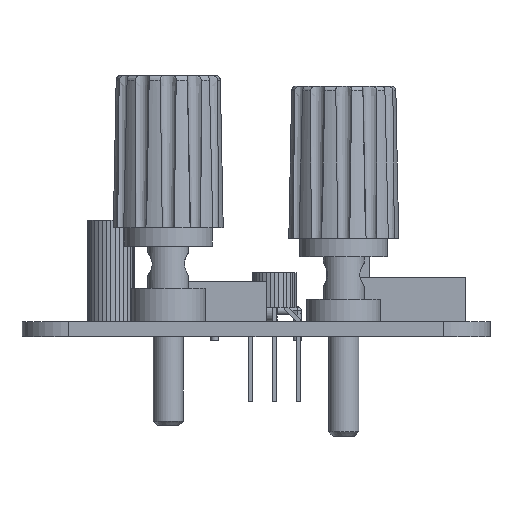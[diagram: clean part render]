
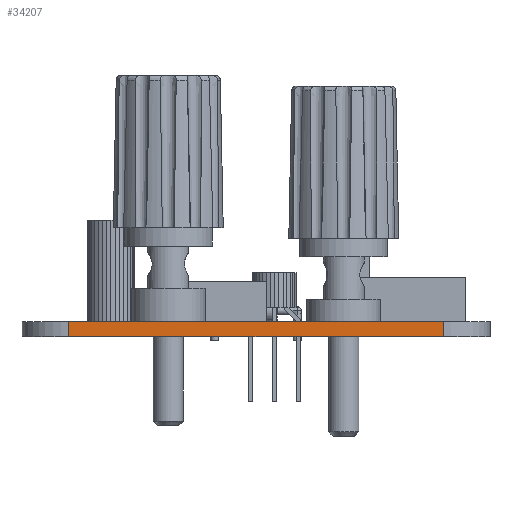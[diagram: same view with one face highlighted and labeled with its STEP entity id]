
A CAD part, left-side view. The second image highlights one B-rep face of the part: STEP entity #34207.
In plain terms, the highlighted planar face has unit normal (-1, 0, 0).
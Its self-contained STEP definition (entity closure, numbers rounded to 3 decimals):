
#433 = CARTESIAN_POINT ( 'NONE',  ( 0., 45.72, 1.646 ) ) ;
#1036 = EDGE_CURVE ( 'NONE', #8301, #8308, #29068, .T. ) ;
#1195 = CARTESIAN_POINT ( 'NONE',  ( 0., 45.72, 0. ) ) ;
#1898 = ORIENTED_EDGE ( 'NONE', *, *, #1036, .T. ) ;
#2484 = CARTESIAN_POINT ( 'NONE',  ( 0., 5.08, 0. ) ) ;
#3767 = DIRECTION ( 'NONE',  ( 0., 0., -1. ) ) ;
#4296 = VERTEX_POINT ( 'NONE', #4570 ) ;
#4570 = CARTESIAN_POINT ( 'NONE',  ( 0., 5.08, 0. ) ) ;
#4910 = VECTOR ( 'NONE', #3767, 1000. ) ;
#5346 = VECTOR ( 'NONE', #10210, 1000. ) ;
#6965 = CARTESIAN_POINT ( 'NONE',  ( 0., 45.72, 0. ) ) ;
#8301 = VERTEX_POINT ( 'NONE', #433 ) ;
#8308 = VERTEX_POINT ( 'NONE', #1195 ) ;
#8724 = PLANE ( 'NONE',  #8856 ) ;
#8856 = AXIS2_PLACEMENT_3D ( 'NONE', #2484, #11751, #38650 ) ;
#9193 = FACE_OUTER_BOUND ( 'NONE', #24957, .T. ) ;
#10210 = DIRECTION ( 'NONE',  ( 0., -1., 0. ) ) ;
#11751 = DIRECTION ( 'NONE',  ( -1., 0., 0. ) ) ;
#12486 = CARTESIAN_POINT ( 'NONE',  ( 0., 5.08, 1.646 ) ) ;
#12706 = EDGE_CURVE ( 'NONE', #8308, #4296, #28041, .T. ) ;
#13611 = EDGE_CURVE ( 'NONE', #4296, #35948, #36999, .T. ) ;
#19106 = CARTESIAN_POINT ( 'NONE',  ( 0., 5.08, 0. ) ) ;
#22443 = VECTOR ( 'NONE', #37498, 1000. ) ;
#23685 = VECTOR ( 'NONE', #34442, 1000. ) ;
#24957 = EDGE_LOOP ( 'NONE', ( #1898, #35288, #35562, #31695 ) ) ;
#27227 = LINE ( 'NONE', #37374, #22443 ) ;
#28041 = LINE ( 'NONE', #33409, #5346 ) ;
#29068 = LINE ( 'NONE', #6965, #4910 ) ;
#31695 = ORIENTED_EDGE ( 'NONE', *, *, #38622, .F. ) ;
#33409 = CARTESIAN_POINT ( 'NONE',  ( 0., 5.08, 0. ) ) ;
#34207 = ADVANCED_FACE ( 'NONE', ( #9193 ), #8724, .T. ) ;
#34442 = DIRECTION ( 'NONE',  ( 0., 0., 1. ) ) ;
#35288 = ORIENTED_EDGE ( 'NONE', *, *, #12706, .T. ) ;
#35562 = ORIENTED_EDGE ( 'NONE', *, *, #13611, .T. ) ;
#35948 = VERTEX_POINT ( 'NONE', #12486 ) ;
#36999 = LINE ( 'NONE', #19106, #23685 ) ;
#37374 = CARTESIAN_POINT ( 'NONE',  ( 0., 5.08, 1.646 ) ) ;
#37498 = DIRECTION ( 'NONE',  ( 0., -1., 0. ) ) ;
#38622 = EDGE_CURVE ( 'NONE', #8301, #35948, #27227, .T. ) ;
#38650 = DIRECTION ( 'NONE',  ( 0., -1., 0. ) ) ;
